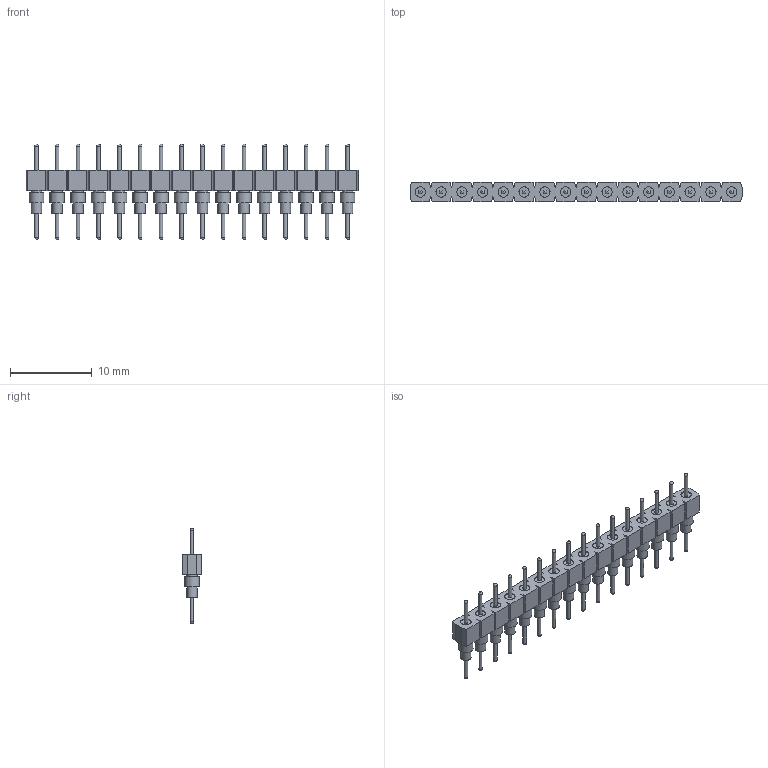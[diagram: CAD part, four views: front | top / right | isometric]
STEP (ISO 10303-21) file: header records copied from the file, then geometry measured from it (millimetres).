
FILE_DESCRIPTION(('FreeCAD Model'),'2;1');
FILE_NAME('Open CASCADE Shape Model','2025-01-12T11:55:23',(''),(''), 'Open CASCADE STEP processor 7.8','FreeCAD','Unknown');
FILE_SCHEMA(('AUTOMOTIVE_DESIGN { 1 0 10303 214 1 1 1 1 }'));
Length unit declared in the file: millimetre
Products named in the file (17): BBS-116-G-A_pins015; BBS-116-G-A_socket; BBS-116-G-A_pins; BBS-116-G-A_pins001; BBS-116-G-A_pins002; BBS-116-G-A_pins003; BBS-116-G-A_pins004; BBS-116-G-A_pins005; BBS-116-G-A_pins006; BBS-116-G-A_pins007; BBS-116-G-A_pins008; BBS-116-G-A_pins009; BBS-116-G-A_pins010; BBS-116-G-A_pins011; BBS-116-G-A_pins012; BBS-116-G-A_pins013; BBS-116-G-A_pins014
Bounding box: 40.64 x 2.44 x 11.68 mm (x, y, z)
Volume: 339.2 mm3; surface area: 1194.4 mm2
Topology: 17 solids, 17 shells, 292 faces, 694 edges, 468 vertices
Faces by surface type: plane 164, cylinder 96, sphere 32
Full cylindrical faces by diameter (mm): 0.457 x32, 1.27 x48, 1.778 x16
Entity records: 8720 total; most frequent: CARTESIAN_POINT 1679, DIRECTION 1360, ORIENTED_EDGE 1324, EDGE_CURVE 662, AXIS2_PLACEMENT_3D 533, VERTEX_POINT 468, FACE_BOUND 388, EDGE_LOOP 388
